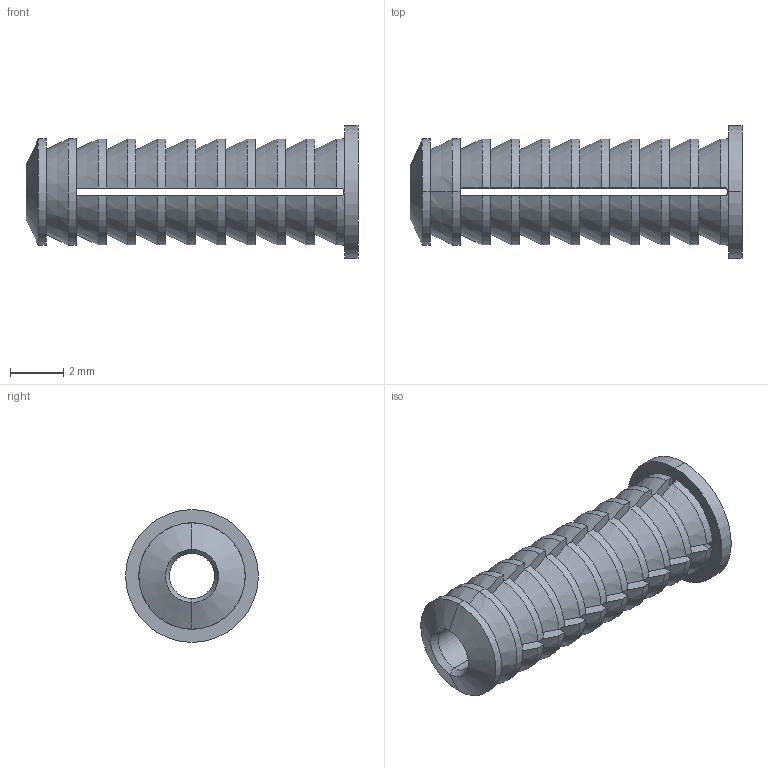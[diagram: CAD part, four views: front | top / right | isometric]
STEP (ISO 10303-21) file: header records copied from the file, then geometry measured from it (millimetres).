
FILE_DESCRIPTION (( 'STEP AP214' ), '1' );
FILE_NAME ('Plug.STEP', '2013-11-18T20:49:06', ( '' ), ( '' ), 'SwSTEP 2.0', 'SolidWorks 2014', '' );
FILE_SCHEMA (( 'AUTOMOTIVE_DESIGN' ));
Length unit declared in the file: millimetre
Products named in the file (1): Plug
Bounding box: 12.5 x 5 x 5 mm (x, y, z)
Volume: 98 mm3; surface area: 353.9 mm2
Topology: 1 solids, 1 shells, 152 faces, 458 edges, 302 vertices
Faces by surface type: cylinder 60, plane 48, cone 44
Entity records: 5854 total; most frequent: CARTESIAN_POINT 1765, ORIENTED_EDGE 916, DIRECTION 802, EDGE_CURVE 458, AXIS2_PLACEMENT_3D 303, VERTEX_POINT 302, LINE 196, VECTOR 196
